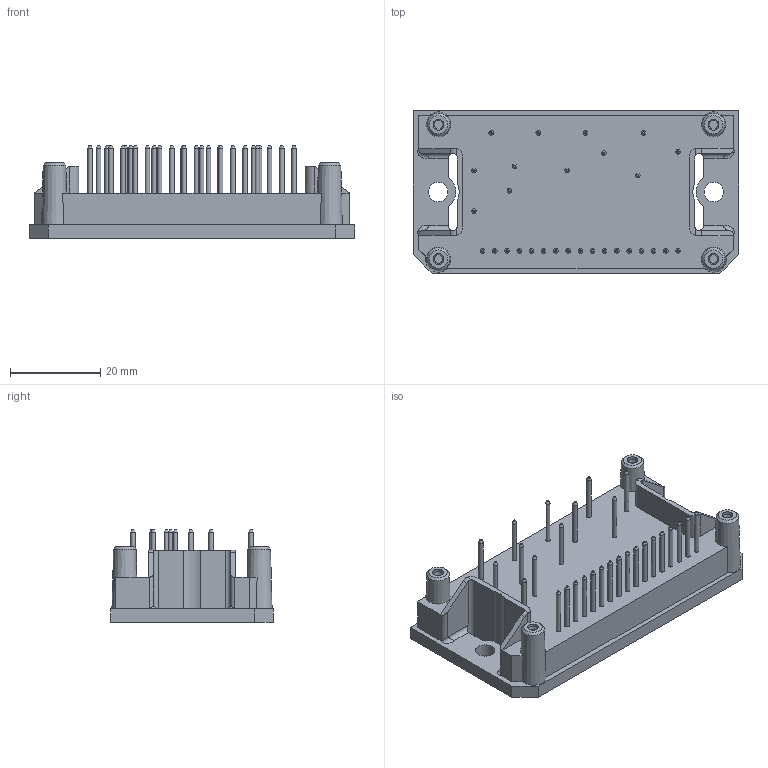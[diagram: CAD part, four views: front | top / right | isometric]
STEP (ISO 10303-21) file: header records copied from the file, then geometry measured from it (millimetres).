
FILE_DESCRIPTION( ( 'Unknown' ), '1' );
FILE_NAME( 'FLOW1B-4T17W-L230-01-OL.stp', 'Unknown', ( 'Unknown' ), ( 'Unknown' ), 'PSStep 17.0.49', 'Unknown', ' ' );
FILE_SCHEMA( ( 'AUTOMOTIVE_DESIGN { 1 0 10303 214 1 1 1 1 }' ) );
Length unit declared in the file: millimetre
Products named in the file (1): 1
Bounding box: 72 x 36 x 20.63 mm (x, y, z)
Volume: 22032 mm3; surface area: 10444.7 mm2
Topology: 1 solids, 1 shells, 216 faces, 519 edges, 338 vertices
Faces by surface type: plane 107, cylinder 63, cone 42, bspline 4
Full cylindrical faces by diameter (mm): 1 x29, 2 x4, 2.4 x4, 4.3 x2
Entity records: 7438 total; most frequent: CARTESIAN_POINT 1236, DIRECTION 946, ORIENTED_EDGE 774, EDGE_CURVE 387, AXIS2_PLACEMENT_3D 375, EDGE_LOOP 340, VERTEX_POINT 291, FACE_OUTER_BOUND 254
